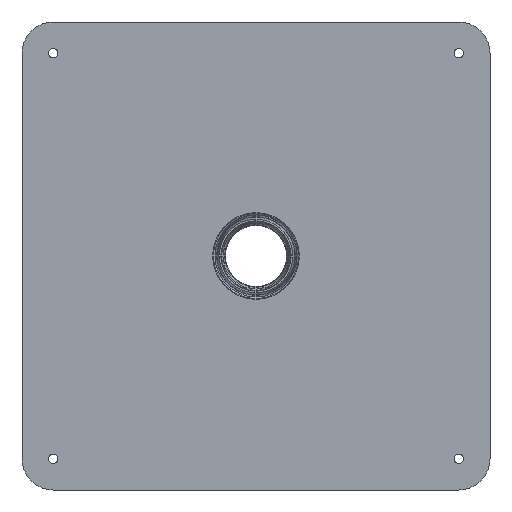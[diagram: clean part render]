
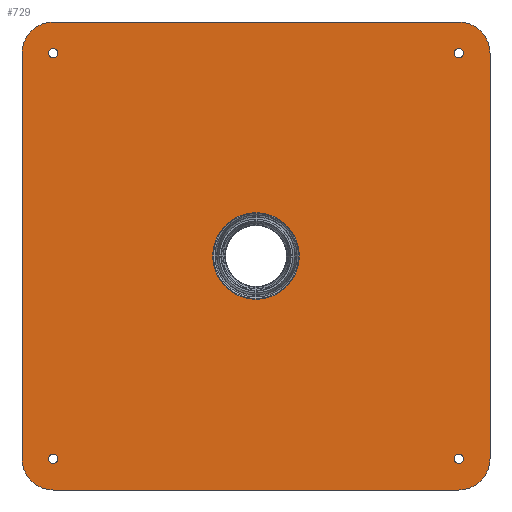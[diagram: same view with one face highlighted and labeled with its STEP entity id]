
A CAD part, left-side view. The second image highlights one B-rep face of the part: STEP entity #729.
In plain terms, the highlighted planar face has unit normal (-1, 0, 0).
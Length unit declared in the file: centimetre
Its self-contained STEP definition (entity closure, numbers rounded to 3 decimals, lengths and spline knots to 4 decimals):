
#30=FACE_BOUND('',#217,.T.);
#31=FACE_BOUND('',#218,.T.);
#32=FACE_BOUND('',#219,.T.);
#33=FACE_BOUND('',#220,.T.);
#34=FACE_BOUND('',#221,.T.);
#42=PLANE('',#843);
#68=LINE('',#1359,#99);
#75=LINE('',#1377,#106);
#79=LINE('',#1392,#110);
#81=LINE('',#1395,#112);
#99=VECTOR('',#1026,1.);
#106=VECTOR('',#1041,1.);
#110=VECTOR('',#1059,1.);
#112=VECTOR('',#1063,1.);
#168=FACE_OUTER_BOUND('',#216,.T.);
#216=EDGE_LOOP('',(#666,#667,#668,#669,#670,#671,#672,#673));
#217=EDGE_LOOP('',(#674));
#218=EDGE_LOOP('',(#675));
#219=EDGE_LOOP('',(#676));
#220=EDGE_LOOP('',(#677));
#221=EDGE_LOOP('',(#678));
#271=CIRCLE('',#801,3.);
#273=CIRCLE('',#804,3.);
#275=CIRCLE('',#807,3.);
#277=CIRCLE('',#810,3.);
#279=CIRCLE('',#813,20.);
#281=CIRCLE('',#817,20.);
#283=CIRCLE('',#821,20.);
#285=CIRCLE('',#824,20.);
#294=CIRCLE('',#841,27.7492);
#333=VERTEX_POINT('',#1327);
#335=VERTEX_POINT('',#1333);
#337=VERTEX_POINT('',#1339);
#339=VERTEX_POINT('',#1345);
#342=VERTEX_POINT('',#1352);
#343=VERTEX_POINT('',#1354);
#344=VERTEX_POINT('',#1358);
#348=VERTEX_POINT('',#1367);
#349=VERTEX_POINT('',#1369);
#351=VERTEX_POINT('',#1375);
#353=VERTEX_POINT('',#1381);
#355=VERTEX_POINT('',#1387);
#363=VERTEX_POINT('',#1420);
#422=EDGE_CURVE('',#333,#333,#271,.T.);
#425=EDGE_CURVE('',#335,#335,#273,.T.);
#428=EDGE_CURVE('',#337,#337,#275,.T.);
#431=EDGE_CURVE('',#339,#339,#277,.T.);
#434=EDGE_CURVE('',#342,#343,#279,.T.);
#436=EDGE_CURVE('',#343,#344,#68,.T.);
#441=EDGE_CURVE('',#348,#349,#281,.T.);
#445=EDGE_CURVE('',#351,#348,#75,.T.);
#448=EDGE_CURVE('',#353,#351,#283,.T.);
#450=EDGE_CURVE('',#344,#355,#285,.T.);
#453=EDGE_CURVE('',#355,#353,#79,.T.);
#455=EDGE_CURVE('',#349,#342,#81,.T.);
#467=EDGE_CURVE('',#363,#363,#294,.T.);
#666=ORIENTED_EDGE('',*,*,#434,.F.);
#667=ORIENTED_EDGE('',*,*,#455,.F.);
#668=ORIENTED_EDGE('',*,*,#441,.F.);
#669=ORIENTED_EDGE('',*,*,#445,.F.);
#670=ORIENTED_EDGE('',*,*,#448,.F.);
#671=ORIENTED_EDGE('',*,*,#453,.F.);
#672=ORIENTED_EDGE('',*,*,#450,.F.);
#673=ORIENTED_EDGE('',*,*,#436,.F.);
#674=ORIENTED_EDGE('',*,*,#422,.T.);
#675=ORIENTED_EDGE('',*,*,#425,.T.);
#676=ORIENTED_EDGE('',*,*,#428,.T.);
#677=ORIENTED_EDGE('',*,*,#431,.T.);
#678=ORIENTED_EDGE('',*,*,#467,.T.);
#729=ADVANCED_FACE('',(#168,#30,#31,#32,#33,#34),#42,.T.);
#801=AXIS2_PLACEMENT_3D('',#1329,#993,#994);
#804=AXIS2_PLACEMENT_3D('',#1335,#1000,#1001);
#807=AXIS2_PLACEMENT_3D('',#1341,#1007,#1008);
#810=AXIS2_PLACEMENT_3D('',#1347,#1014,#1015);
#813=AXIS2_PLACEMENT_3D('',#1355,#1021,#1022);
#817=AXIS2_PLACEMENT_3D('',#1370,#1034,#1035);
#821=AXIS2_PLACEMENT_3D('',#1383,#1047,#1048);
#824=AXIS2_PLACEMENT_3D('',#1388,#1053,#1054);
#841=AXIS2_PLACEMENT_3D('',#1421,#1095,#1096);
#843=AXIS2_PLACEMENT_3D('',#1423,#1099,#1100);
#993=DIRECTION('center_axis',(1.,0.,0.));
#994=DIRECTION('ref_axis',(0.,0.,1.));
#1000=DIRECTION('center_axis',(1.,0.,0.));
#1001=DIRECTION('ref_axis',(0.,0.,1.));
#1007=DIRECTION('center_axis',(1.,0.,0.));
#1008=DIRECTION('ref_axis',(0.,0.,1.));
#1014=DIRECTION('center_axis',(1.,0.,0.));
#1015=DIRECTION('ref_axis',(0.,0.,1.));
#1021=DIRECTION('center_axis',(1.,0.,0.));
#1022=DIRECTION('ref_axis',(0.,0.707,-0.707));
#1026=DIRECTION('',(0.,0.,1.));
#1034=DIRECTION('center_axis',(1.,0.,0.));
#1035=DIRECTION('ref_axis',(0.,-0.707,-0.707));
#1041=DIRECTION('',(0.,0.,-1.));
#1047=DIRECTION('center_axis',(1.,0.,0.));
#1048=DIRECTION('ref_axis',(0.,-0.707,0.707));
#1053=DIRECTION('center_axis',(1.,0.,0.));
#1054=DIRECTION('ref_axis',(0.,0.707,0.707));
#1059=DIRECTION('',(0.,-1.,0.));
#1063=DIRECTION('',(0.,1.,0.));
#1095=DIRECTION('center_axis',(1.,0.,0.));
#1096=DIRECTION('ref_axis',(0.,0.,-1.));
#1099=DIRECTION('center_axis',(-1.,0.,0.));
#1100=DIRECTION('ref_axis',(0.,0.,1.));
#1327=CARTESIAN_POINT('',(1671.4538,217.7208,127.));
#1329=CARTESIAN_POINT('Origin',(1671.4538,217.7208,130.));
#1333=CARTESIAN_POINT('',(1671.4538,477.7208,127.));
#1335=CARTESIAN_POINT('Origin',(1671.4538,477.7208,130.));
#1339=CARTESIAN_POINT('',(1671.4538,477.7208,-133.));
#1341=CARTESIAN_POINT('Origin',(1671.4538,477.7208,-130.));
#1345=CARTESIAN_POINT('',(1671.4538,217.7208,-133.));
#1347=CARTESIAN_POINT('Origin',(1671.4538,217.7208,-130.));
#1352=CARTESIAN_POINT('',(1671.4538,477.7208,-150.));
#1354=CARTESIAN_POINT('',(1671.4538,497.7208,-130.));
#1355=CARTESIAN_POINT('Origin',(1671.4538,477.7208,-130.));
#1358=CARTESIAN_POINT('',(1671.4538,497.7208,130.));
#1359=CARTESIAN_POINT('',(1671.4538,497.7208,0.));
#1367=CARTESIAN_POINT('',(1671.4538,197.7208,-130.));
#1369=CARTESIAN_POINT('',(1671.4538,217.7208,-150.));
#1370=CARTESIAN_POINT('Origin',(1671.4538,217.7208,-130.));
#1375=CARTESIAN_POINT('',(1671.4538,197.7208,130.));
#1377=CARTESIAN_POINT('',(1671.4538,197.7208,0.));
#1381=CARTESIAN_POINT('',(1671.4538,217.7208,150.));
#1383=CARTESIAN_POINT('Origin',(1671.4538,217.7208,130.));
#1387=CARTESIAN_POINT('',(1671.4538,477.7208,150.));
#1388=CARTESIAN_POINT('Origin',(1671.4538,477.7208,130.));
#1392=CARTESIAN_POINT('',(1671.4538,347.7208,150.));
#1395=CARTESIAN_POINT('',(1671.4538,347.7208,-150.));
#1420=CARTESIAN_POINT('',(1671.4538,347.7208,27.7492));
#1421=CARTESIAN_POINT('Origin',(1671.4538,347.7208,0.));
#1423=CARTESIAN_POINT('Origin',(1671.4538,447.7208,0.));
